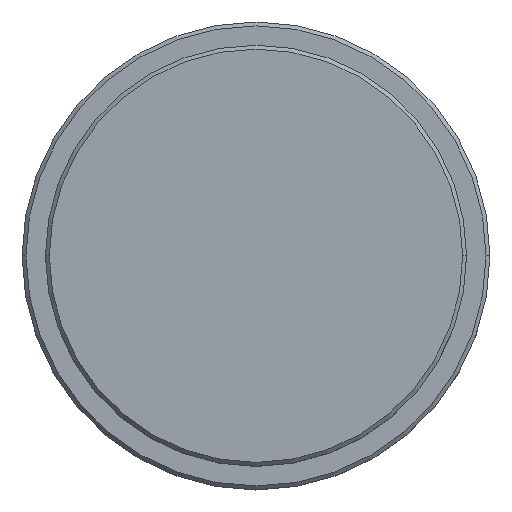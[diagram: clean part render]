
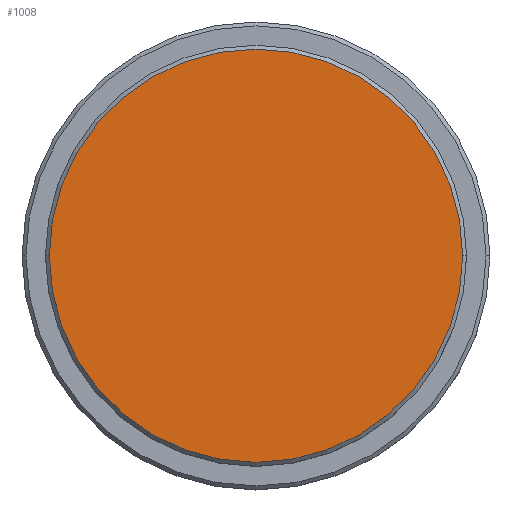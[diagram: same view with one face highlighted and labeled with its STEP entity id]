
A CAD part, top view. The second image highlights one B-rep face of the part: STEP entity #1008.
In plain terms, the highlighted planar face has unit normal (0, 0, 1).
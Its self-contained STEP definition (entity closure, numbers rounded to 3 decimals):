
#21 = DIRECTION ( 'NONE',  ( 1., 0., 0. ) ) ;
#131 = PLANE ( 'NONE',  #750 ) ;
#138 = CARTESIAN_POINT ( 'NONE',  ( 26.5, 0., 0. ) ) ;
#242 = ORIENTED_EDGE ( 'NONE', *, *, #1034, .T. ) ;
#253 = EDGE_LOOP ( 'NONE', ( #242, #584 ) ) ;
#307 = DIRECTION ( 'NONE',  ( 0., 0., 1. ) ) ;
#365 = DIRECTION ( 'NONE',  ( 0., 0., 1. ) ) ;
#463 = CARTESIAN_POINT ( 'NONE',  ( 0., 0., 0. ) ) ;
#472 = AXIS2_PLACEMENT_3D ( 'NONE', #1208, #307, #870 ) ;
#570 = CARTESIAN_POINT ( 'NONE',  ( 0., 0., 0. ) ) ;
#584 = ORIENTED_EDGE ( 'NONE', *, *, #1373, .T. ) ;
#587 = FACE_OUTER_BOUND ( 'NONE', #253, .T. ) ;
#629 = CIRCLE ( 'NONE', #1019, 26.5 ) ;
#750 = AXIS2_PLACEMENT_3D ( 'NONE', #463, #796, #21 ) ;
#796 = DIRECTION ( 'NONE',  ( 0., 0., 1. ) ) ;
#870 = DIRECTION ( 'NONE',  ( 1., 0., 0. ) ) ;
#1008 = ADVANCED_FACE ( 'NONE', ( #587 ), #131, .T. ) ;
#1015 = DIRECTION ( 'NONE',  ( 1., 0., 0. ) ) ;
#1019 = AXIS2_PLACEMENT_3D ( 'NONE', #570, #365, #1015 ) ;
#1034 = EDGE_CURVE ( 'NONE', #1407, #1133, #629, .T. ) ;
#1076 = CARTESIAN_POINT ( 'NONE',  ( -26.5, 0., 0. ) ) ;
#1133 = VERTEX_POINT ( 'NONE', #138 ) ;
#1208 = CARTESIAN_POINT ( 'NONE',  ( 0., 0., 0. ) ) ;
#1226 = CIRCLE ( 'NONE', #472, 26.5 ) ;
#1373 = EDGE_CURVE ( 'NONE', #1133, #1407, #1226, .T. ) ;
#1407 = VERTEX_POINT ( 'NONE', #1076 ) ;
